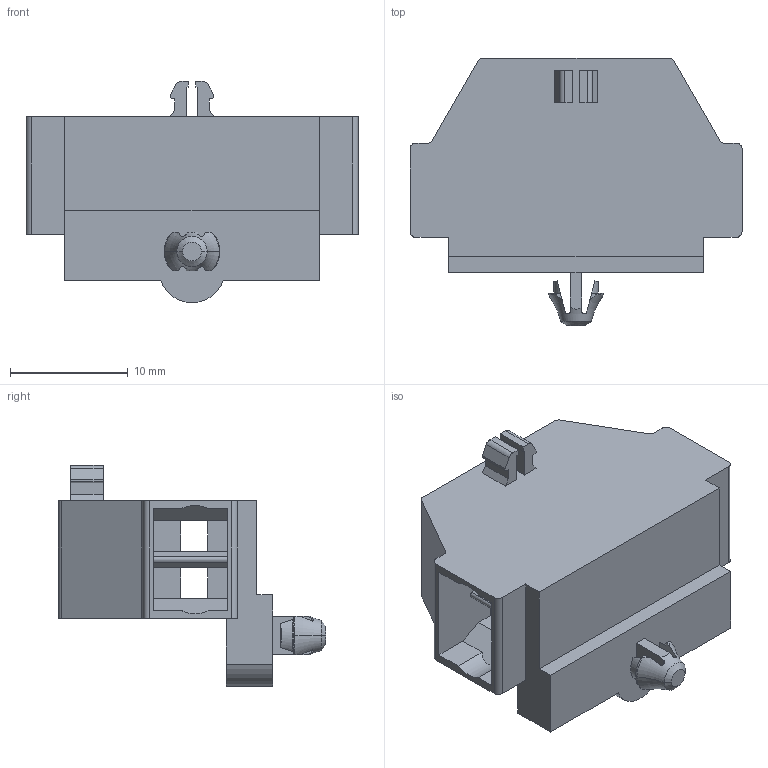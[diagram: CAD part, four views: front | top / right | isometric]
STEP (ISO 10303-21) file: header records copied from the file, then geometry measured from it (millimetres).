
FILE_DESCRIPTION((''),'2;1');
FILE_NAME('2-2Q','2024-02-29T',('dell'),(''),'PRO/ENGINEER BY PARAMETRIC TECHNOLOGY CORPORATION, 2013230','PRO/ENGINEER BY PARAMETRIC TECHNOLOGY CORPORATION, 2013230','');
FILE_SCHEMA(('AUTOMOTIVE_DESIGN { 1 0 10303 214 1 1 1 1 }'));
Length unit declared in the file: millimetre
Products named in the file (1): 2-2Q
Bounding box: 28.2 x 22.7 x 18.79 mm (x, y, z)
Volume: 3417.8 mm3; surface area: 3190 mm2
Topology: 1 solids, 1 shells, 163 faces, 454 edges, 302 vertices
Faces by surface type: plane 133, cylinder 22, cone 6, torus 2
Entity records: 5331 total; most frequent: CARTESIAN_POINT 1093, ORIENTED_EDGE 908, DIRECTION 786, EDGE_CURVE 454, VECTOR 368, LINE 368, VERTEX_POINT 302, AXIS2_PLACEMENT_3D 209
